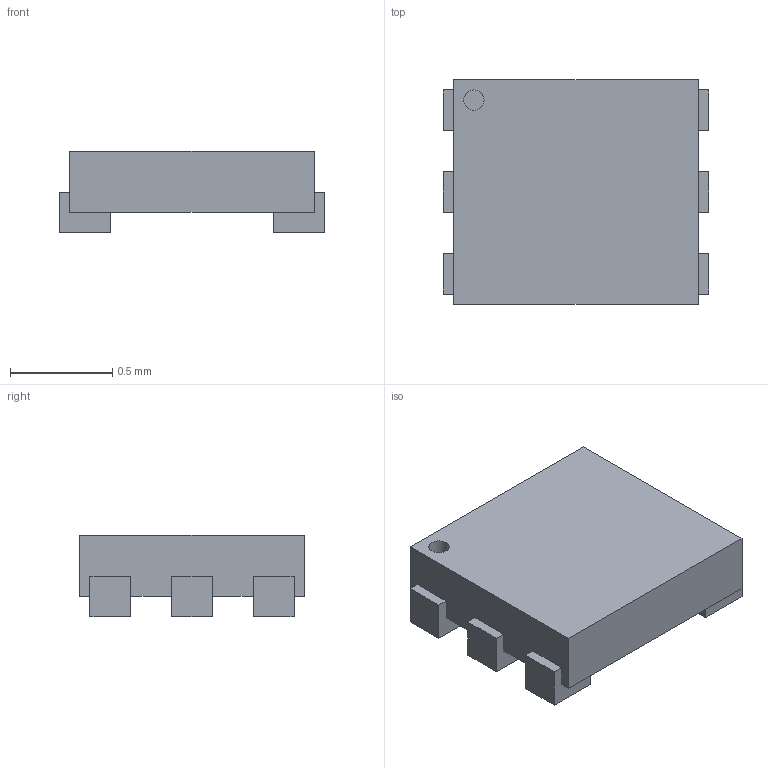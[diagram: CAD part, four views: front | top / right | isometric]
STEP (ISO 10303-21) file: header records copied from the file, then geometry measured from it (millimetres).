
FILE_DESCRIPTION(/* description */ ('model of DFN-6_1.3x1.2mm_P0.4mm'),/* implementation_level */ '2;1');
FILE_NAME(/* name */ 'DFN-6_1.3x1.2mm_P0.4mm.step',/* time_stamp */ '2018-11-02T17:59:46',/* author */ ('kicad StepUp','ksu'),/* organization */ ('FreeCAD'),/* preprocessor_version */ 'OCC',/* originating_system */ 'kicad StepUp',/* authorisation */ '');
FILE_SCHEMA(('AUTOMOTIVE_DESIGN { 1 0 10303 214 1 1 1 1 }'));
Length unit declared in the file: millimetre
Products named in the file (1): DFN_6_13x12mm_P04mm
Bounding box: 1.3 x 1.1 x 0.4 mm (x, y, z)
Volume: 0.4 mm3; surface area: 4.8 mm2
Topology: 1 solids, 1 shells, 44 faces, 123 edges, 82 vertices
Faces by surface type: plane 43, cylinder 1
Full cylindrical faces by diameter (mm): 0.1 x1
Entity records: 1006 total; most frequent: ORIENTED_EDGE 210, CARTESIAN_POINT 142, EDGE_CURVE 123, LINE 115, VERTEX_POINT 82, AXIS2_PLACEMENT_3D 46, FACE_BOUND 45, EDGE_LOOP 45
